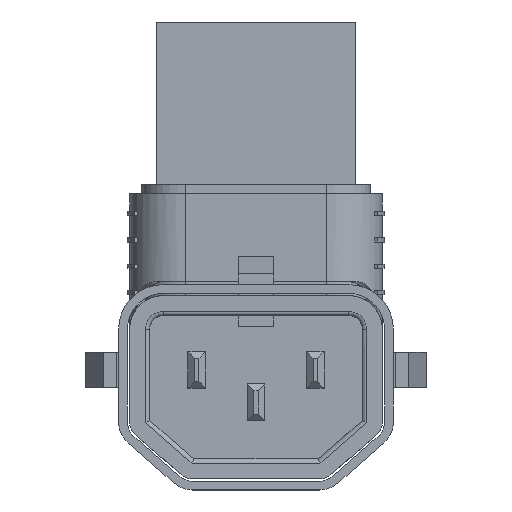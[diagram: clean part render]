
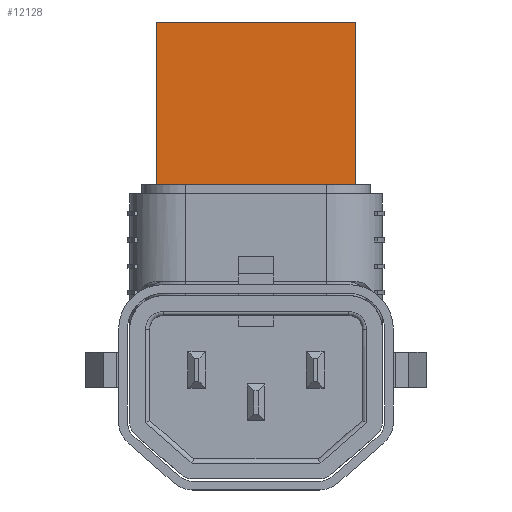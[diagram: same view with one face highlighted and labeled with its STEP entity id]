
A CAD part, left-side view. The second image highlights one B-rep face of the part: STEP entity #12128.
In plain terms, the highlighted planar face has unit normal (-1, 0, 0).
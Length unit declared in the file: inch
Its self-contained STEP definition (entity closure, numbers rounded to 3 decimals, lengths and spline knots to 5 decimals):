
#135 = VECTOR ( 'NONE', #941, 39.37008 ) ;
#501 = LINE ( 'NONE', #15529, #9786 ) ;
#862 = LINE ( 'NONE', #11906, #135 ) ;
#941 = DIRECTION ( 'NONE',  ( 0., 0., 1. ) ) ;
#1623 = VERTEX_POINT ( 'NONE', #3927 ) ;
#2148 = DIRECTION ( 'NONE',  ( 0., 1., 0. ) ) ;
#2292 = CARTESIAN_POINT ( 'NONE',  ( -0.30512, -0.72835, -0.44685 ) ) ;
#2369 = CARTESIAN_POINT ( 'NONE',  ( -0.30512, 0., -0.44685 ) ) ;
#3668 = CARTESIAN_POINT ( 'NONE',  ( -0.30512, -0.72835, -0.44685 ) ) ;
#3912 = EDGE_CURVE ( 'NONE', #13151, #14319, #501, .T. ) ;
#3927 = CARTESIAN_POINT ( 'NONE',  ( -0.30512, 0., 0.44685 ) ) ;
#4606 = VECTOR ( 'NONE', #13801, 39.37008 ) ;
#4653 = EDGE_LOOP ( 'NONE', ( #12097, #14655, #16056, #10985 ) ) ;
#5511 = DIRECTION ( 'NONE',  ( 0., 0., 1. ) ) ;
#7252 = DIRECTION ( 'NONE',  ( -1., 0., 0. ) ) ;
#7772 = CARTESIAN_POINT ( 'NONE',  ( -0.30512, -0.72835, -0.44685 ) ) ;
#8833 = LINE ( 'NONE', #7772, #4606 ) ;
#9666 = EDGE_CURVE ( 'NONE', #13151, #13830, #8833, .T. ) ;
#9786 = VECTOR ( 'NONE', #5511, 39.37008 ) ;
#10985 = ORIENTED_EDGE ( 'NONE', *, *, #15523, .T. ) ;
#11906 = CARTESIAN_POINT ( 'NONE',  ( -0.30512, 0., -0.44685 ) ) ;
#12097 = ORIENTED_EDGE ( 'NONE', *, *, #15023, .F. ) ;
#12128 = ADVANCED_FACE ( 'NONE', ( #14825 ), #13449, .T. ) ;
#13151 = VERTEX_POINT ( 'NONE', #3668 ) ;
#13315 = CARTESIAN_POINT ( 'NONE',  ( -0.30512, -0.72835, 0.44685 ) ) ;
#13449 = PLANE ( 'NONE',  #14042 ) ;
#13801 = DIRECTION ( 'NONE',  ( 0., 1., 0. ) ) ;
#13830 = VERTEX_POINT ( 'NONE', #2369 ) ;
#14042 = AXIS2_PLACEMENT_3D ( 'NONE', #2292, #7252, #14109 ) ;
#14109 = DIRECTION ( 'NONE',  ( 0., 0., 1. ) ) ;
#14319 = VERTEX_POINT ( 'NONE', #13315 ) ;
#14655 = ORIENTED_EDGE ( 'NONE', *, *, #9666, .F. ) ;
#14658 = VECTOR ( 'NONE', #2148, 39.37008 ) ;
#14674 = LINE ( 'NONE', #15742, #14658 ) ;
#14825 = FACE_OUTER_BOUND ( 'NONE', #4653, .T. ) ;
#15023 = EDGE_CURVE ( 'NONE', #13830, #1623, #862, .T. ) ;
#15523 = EDGE_CURVE ( 'NONE', #14319, #1623, #14674, .T. ) ;
#15529 = CARTESIAN_POINT ( 'NONE',  ( -0.30512, -0.72835, -0.44685 ) ) ;
#15742 = CARTESIAN_POINT ( 'NONE',  ( -0.30512, -0.72835, 0.44685 ) ) ;
#16056 = ORIENTED_EDGE ( 'NONE', *, *, #3912, .T. ) ;
